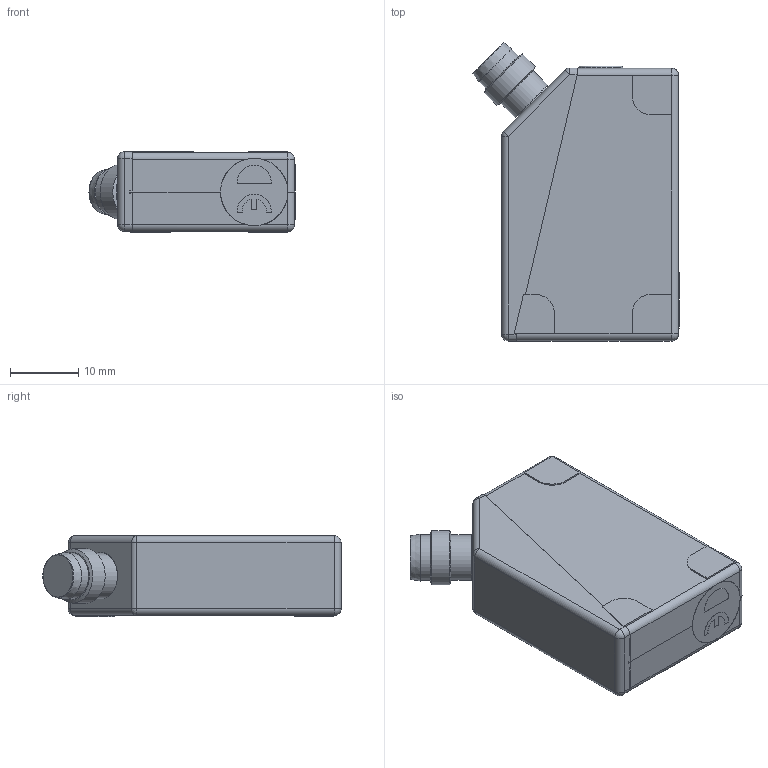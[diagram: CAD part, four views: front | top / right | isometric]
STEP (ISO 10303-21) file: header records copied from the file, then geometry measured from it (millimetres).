
FILE_DESCRIPTION(/* description */ (''),/* implementation_level */ '2;1');
FILE_NAME(/* name */ 'KJ4_Q12KN-V1.stp',/* time_stamp */ '2026-01-07T13:57:09+01:00',/* author */ ('L43FV9'),/* organization */ (''),/* preprocessor_version */ 'ST-DEVELOPER v20.1',/* originating_system */ 'Autodesk Inventor 2026',/* authorisation */ '');
FILE_SCHEMA (('AUTOMOTIVE_DESIGN { 1 0 10303 214 3 1 1 }'));
Length unit declared in the file: millimetre
Products named in the file (1): KJ4_Q12KN-V1_Vereinfachen_1
Bounding box: 30.28 x 43.84 x 12.02 mm (x, y, z)
Volume: 6174.2 mm3; surface area: 8102.5 mm2
Topology: 1 solids, 1 shells, 565 faces, 1526 edges, 957 vertices
Faces by surface type: plane 289, cylinder 132, cone 63, bspline 51, torus 18, sphere 12
Full cylindrical faces by diameter (mm): 1 x3, 5.8 x1, 6.5 x1, 6.7 x2, 8 x1, 9.5 x1
Entity records: 19859 total; most frequent: CARTESIAN_POINT 5627, ORIENTED_EDGE 3036, DIRECTION 2609, EDGE_CURVE 1518, VERTEX_POINT 957, AXIS2_PLACEMENT_3D 897, LINE 815, VECTOR 815
